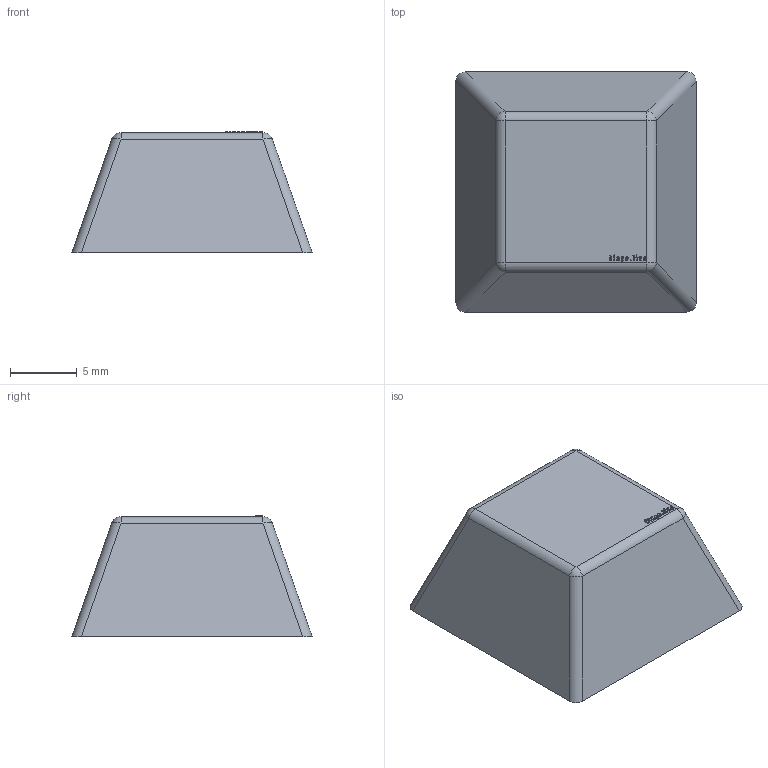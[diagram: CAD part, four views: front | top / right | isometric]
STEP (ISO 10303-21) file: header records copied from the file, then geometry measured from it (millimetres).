
FILE_DESCRIPTION(/* description */ (''),/* implementation_level */ '2;1');
FILE_NAME(/* name */ 'Aluminum-Keycaps-Laser.step',/* time_stamp */ '2025-12-20T14:11:09+05:30',/* author */ (''),/* organization */ (''),/* preprocessor_version */ 'ST-DEVELOPER v20.1',/* originating_system */ 'Autodesk Translation Framework v14.21.0.0',/* authorisation */ '');
FILE_SCHEMA (('AUTOMOTIVE_DESIGN { 1 0 10303 214 3 1 1 }'));
Length unit declared in the file: millimetre
Products named in the file (1): 2025-12-19-16-25-18-630
Bounding box: 18 x 18 x 9.1 mm (x, y, z)
Volume: 788.2 mm3; surface area: 1626.2 mm2
Topology: 1 solids, 1 shells, 290 faces, 795 edges, 526 vertices
Faces by surface type: bspline 146, plane 127, cylinder 13, sphere 4
Full cylindrical faces by diameter (mm): 5.5 x1
Entity records: 9638 total; most frequent: CARTESIAN_POINT 3514, ORIENTED_EDGE 1590, DIRECTION 827, EDGE_CURVE 795, VERTEX_POINT 526, LINE 469, VECTOR 469, EDGE_LOOP 309
